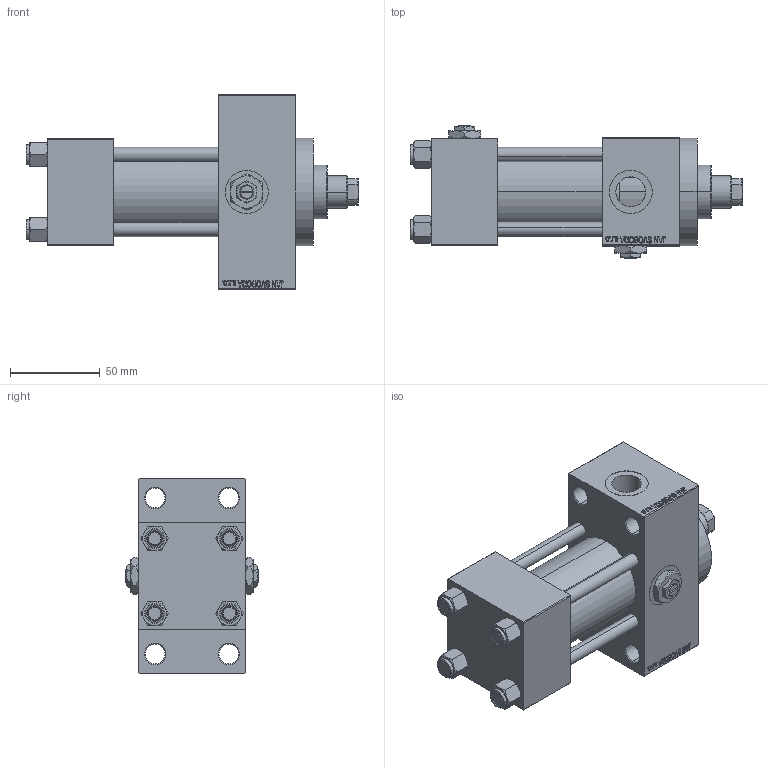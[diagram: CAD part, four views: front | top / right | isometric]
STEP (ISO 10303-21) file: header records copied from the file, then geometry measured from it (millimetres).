
FILE_DESCRIPTION (( 'STEP AP203' ), '1' );
FILE_NAME ('7d76.STEP', '2023-08-22T20:27:43', ( '' ), ( '' ), 'SwSTEP 2.0', 'SolidWorks 2019', '' );
FILE_SCHEMA (( 'CONFIG_CONTROL_DESIGN' ));
Length unit declared in the file: millimetre
Products named in the file (7): V215CR_D_Body 5af7c970cb2fff19fed9253ccfd80832; V215CR_VCP_D 5af7c970cb2fff19fed9253ccfd80832; V215CR_D_TYCINKA 5af7c970cb2fff19fed9253ccfd80832; 7d76; Zatka_pro_OIL_PORT 5af7c970cb2fff19fed9253ccfd80832; NUT_M5_D 5af7c970cb2fff19fed9253ccfd80832; V215_VC_A 5af7c970cb2fff19fed9253ccfd80832
Assembly tree (13 placements, depth 2):
  7d76
    V215CR_D_Body 5af7c970cb2fff19fed9253ccfd80832
    V215CR_VCP_D 5af7c970cb2fff19fed9253ccfd80832
    NUT_M5_D 5af7c970cb2fff19fed9253ccfd80832  x4
    V215CR_D_TYCINKA 5af7c970cb2fff19fed9253ccfd80832  x4
    V215_VC_A 5af7c970cb2fff19fed9253ccfd80832
    Zatka_pro_OIL_PORT 5af7c970cb2fff19fed9253ccfd80832  x2
Bounding box: 185 x 74 x 109 mm (x, y, z)
Volume: 513435.8 mm3; surface area: 124366.3 mm2
Topology: 13 solids, 13 shells, 1195 faces, 2964 edges, 1909 vertices
Faces by surface type: plane 544, bspline 368, cone 182, cylinder 93, torus 8
Entity records: 48992 total; most frequent: CARTESIAN_POINT 25632, ORIENTED_EDGE 5228, DIRECTION 3402, EDGE_CURVE 2614, VERTEX_POINT 1707, VECTOR 1546, LINE 1546, EDGE_LOOP 1167
